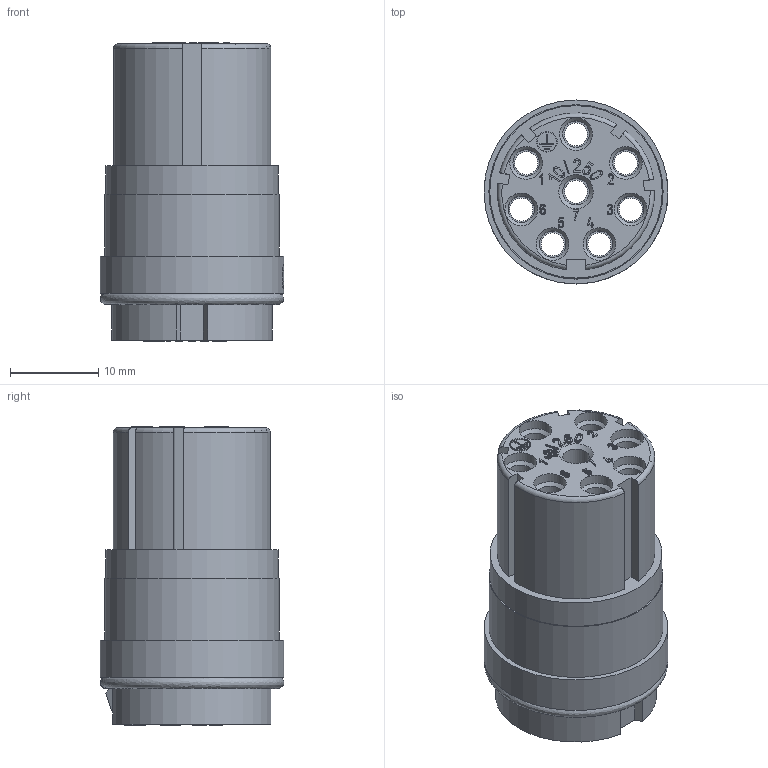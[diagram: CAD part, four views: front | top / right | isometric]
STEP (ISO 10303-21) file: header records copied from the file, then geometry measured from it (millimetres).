
FILE_DESCRIPTION(/* description */ (''),/* implementation_level */ '2;1');
FILE_NAME(/* name */ '100095227ugm000_b.stp',/* time_stamp */ '2018-06-26T13:23:08+02:00',/* author */ (''),/* organization */ (''),/* preprocessor_version */ 'ST-DEVELOPER v16.7',/* originating_system */ 'SIEMENS PLM Software NX 12.0',/* authorisation */ '');
FILE_SCHEMA (('AUTOMOTIVE_DESIGN { 1 0 10303 214 3 1 1 1 }'));
Length unit declared in the file: millimetre
Products named in the file (1): 100095227ugm000_b
Bounding box: 20.8 x 20.8 x 33.8 mm (x, y, z)
Surface area: 5769.1 mm2 (no closed solid volume)
Topology: 0 solids, 1 shells, 454 faces, 1170 edges, 779 vertices
Faces by surface type: plane 279, cylinder 82, extrusion 60, cone 24, torus 5, bspline 4
Full cylindrical faces by diameter (mm): 2.18 x2, 2.34 x2, 2.6 x8, 3 x8, 3.6 x8, 3.7 x7, 4.2 x7, 19.5 x1, 19.7 x1, 20.8 x1
Entity records: 17289 total; most frequent: CARTESIAN_POINT 6432, ORIENTED_EDGE 2164, DIRECTION 1827, EDGE_CURVE 1082, VERTEX_POINT 749, VECTOR 665, LINE 605, EDGE_LOOP 589
